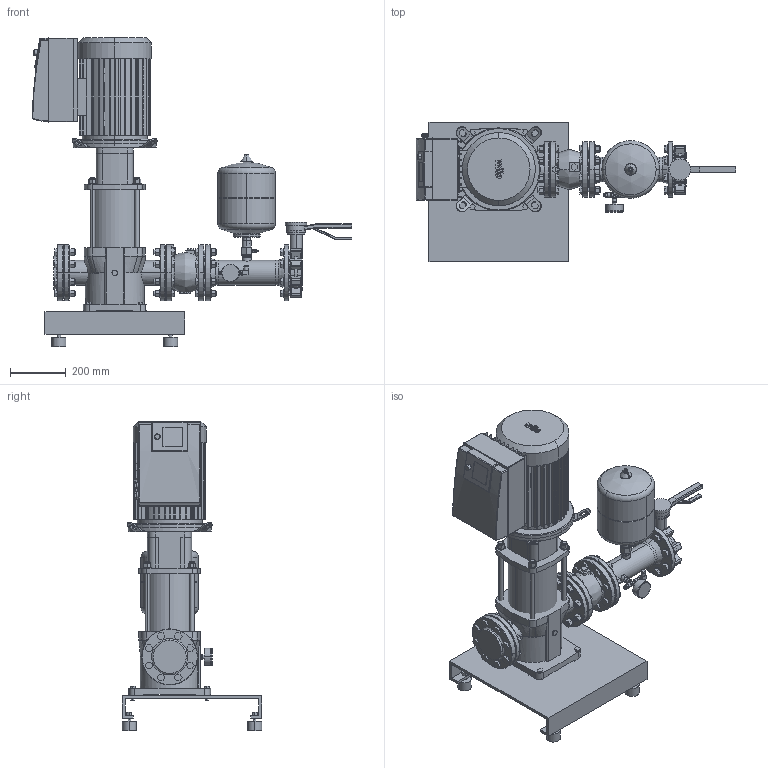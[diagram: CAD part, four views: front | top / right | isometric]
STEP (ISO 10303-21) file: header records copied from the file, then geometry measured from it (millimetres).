
FILE_DESCRIPTION((''),'2;1');
FILE_NAME('3d_SiBoostSmart1HelixVE5202-2540882.stp','2015-08-24T10:46:51',(''),(''),'Mechanical Desktop 2009','Mechanical Desktop 2009',', , ');
FILE_SCHEMA(('CONFIG_CONTROL_DESIGN'));
Length unit declared in the file: millimetre
Products named in the file (1): Product
Bounding box: 1145.5 x 500 x 1109.2 mm (x, y, z)
Volume: 66929555.4 mm3; surface area: 4371829.5 mm2
Topology: 81 solids, 81 shells, 2586 faces, 6354 edges, 4086 vertices
Faces by surface type: bspline 919, cylinder 707, plane 692, torus 154, cone 88, sphere 26
Entity records: 87408 total; most frequent: CARTESIAN_POINT 27594, ORIENTED_EDGE 12656, DIRECTION 11799, EDGE_CURVE 6328, AXIS2_PLACEMENT_3D 4114, VERTEX_POINT 4086, VECTOR 3571, LINE 3571
